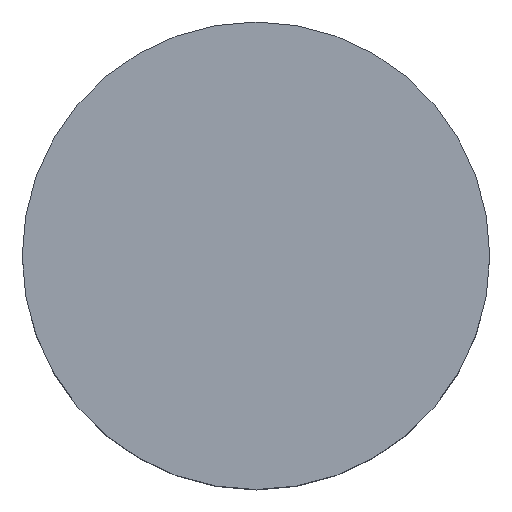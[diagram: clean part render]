
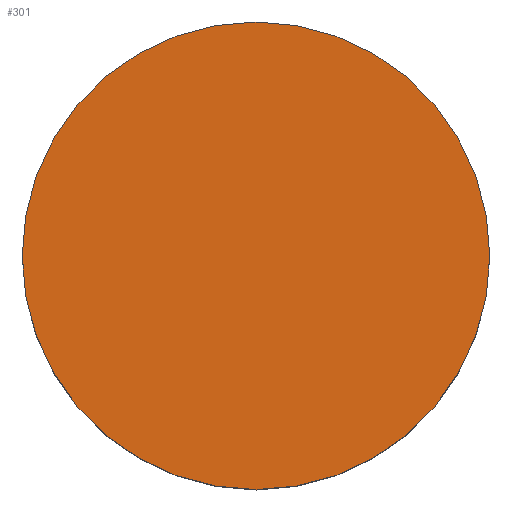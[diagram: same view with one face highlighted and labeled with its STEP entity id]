
A CAD part, top view. The second image highlights one B-rep face of the part: STEP entity #301.
In plain terms, the highlighted planar face has unit normal (0, 0, 1).
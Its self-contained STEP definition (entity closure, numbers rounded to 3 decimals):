
#31 = VERTEX_POINT ( 'NONE', #230 ) ;
#37 = DIRECTION ( 'NONE',  ( 0., 0., 1. ) ) ;
#51 = EDGE_CURVE ( 'NONE', #31, #400, #362, .T. ) ;
#72 = CIRCLE ( 'NONE', #379, 8.75 ) ;
#93 = AXIS2_PLACEMENT_3D ( 'NONE', #509, #37, #460 ) ;
#147 = CARTESIAN_POINT ( 'NONE',  ( -8.75, 0., 7.7 ) ) ;
#154 = PLANE ( 'NONE',  #500 ) ;
#170 = DIRECTION ( 'NONE',  ( 1., 0., 0. ) ) ;
#230 = CARTESIAN_POINT ( 'NONE',  ( 8.75, 0., 7.7 ) ) ;
#246 = FACE_OUTER_BOUND ( 'NONE', #318, .T. ) ;
#301 = ADVANCED_FACE ( 'NONE', ( #246 ), #154, .T. ) ;
#318 = EDGE_LOOP ( 'NONE', ( #442, #466 ) ) ;
#343 = DIRECTION ( 'NONE',  ( 1., 0., 0. ) ) ;
#362 = CIRCLE ( 'NONE', #93, 8.75 ) ;
#379 = AXIS2_PLACEMENT_3D ( 'NONE', #502, #403, #170 ) ;
#383 = CARTESIAN_POINT ( 'NONE',  ( 0., 0., 7.7 ) ) ;
#400 = VERTEX_POINT ( 'NONE', #147 ) ;
#403 = DIRECTION ( 'NONE',  ( 0., 0., 1. ) ) ;
#442 = ORIENTED_EDGE ( 'NONE', *, *, #51, .T. ) ;
#460 = DIRECTION ( 'NONE',  ( 1., 0., 0. ) ) ;
#466 = ORIENTED_EDGE ( 'NONE', *, *, #554, .T. ) ;
#500 = AXIS2_PLACEMENT_3D ( 'NONE', #383, #535, #343 ) ;
#502 = CARTESIAN_POINT ( 'NONE',  ( 0., 0., 7.7 ) ) ;
#509 = CARTESIAN_POINT ( 'NONE',  ( 0., 0., 7.7 ) ) ;
#535 = DIRECTION ( 'NONE',  ( 0., 0., 1. ) ) ;
#554 = EDGE_CURVE ( 'NONE', #400, #31, #72, .T. ) ;
